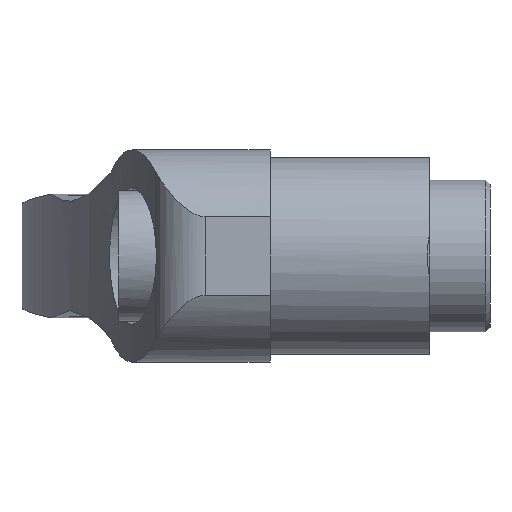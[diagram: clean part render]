
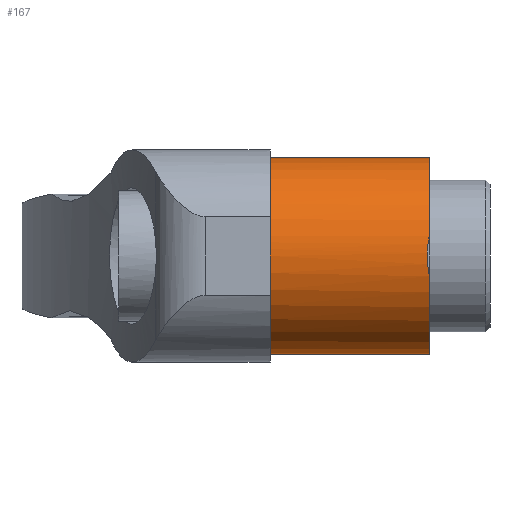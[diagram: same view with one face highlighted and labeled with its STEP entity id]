
A CAD part, left-side view. The second image highlights one B-rep face of the part: STEP entity #167.
In plain terms, the highlighted cylindrical face has radius 6.5 mm (diameter 13 mm), a full revolution.
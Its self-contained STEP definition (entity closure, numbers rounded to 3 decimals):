
#167 = ADVANCED_FACE( '', ( #355, #356 ), #357, .T. );
#355 = FACE_OUTER_BOUND( '', #557, .T. );
#356 = FACE_OUTER_BOUND( '', #558, .T. );
#357 = CYLINDRICAL_SURFACE( '', #559, 6.5 );
#557 = EDGE_LOOP( '', ( #970, #971 ) );
#558 = EDGE_LOOP( '', ( #972, #973, #974, #975, #976, #977 ) );
#559 = AXIS2_PLACEMENT_3D( '', #978, #979, #980 );
#970 = ORIENTED_EDGE( '', *, *, #1290, .T. );
#971 = ORIENTED_EDGE( '', *, *, #1205, .T. );
#972 = ORIENTED_EDGE( '', *, *, #1254, .T. );
#973 = ORIENTED_EDGE( '', *, *, #1126, .T. );
#974 = ORIENTED_EDGE( '', *, *, #1174, .F. );
#975 = ORIENTED_EDGE( '', *, *, #1124, .T. );
#976 = ORIENTED_EDGE( '', *, *, #1255, .T. );
#977 = ORIENTED_EDGE( '', *, *, #1136, .T. );
#978 = CARTESIAN_POINT( '', ( 0., 16.563, 0. ) );
#979 = DIRECTION( '', ( 0., -1., 0. ) );
#980 = DIRECTION( '', ( 0., 0., 1. ) );
#1124 = EDGE_CURVE( '', #1321, #1318, #1322, .F. );
#1126 = EDGE_CURVE( '', #1319, #1323, #1325, .T. );
#1136 = EDGE_CURVE( '', #1341, #1342, #1343, .T. );
#1174 = EDGE_CURVE( '', #1321, #1323, #1410, .T. );
#1205 = EDGE_CURVE( '', #1457, #1455, #1458, .F. );
#1254 = EDGE_CURVE( '', #1342, #1319, #1529, .T. );
#1255 = EDGE_CURVE( '', #1318, #1341, #1530, .T. );
#1290 = EDGE_CURVE( '', #1455, #1457, #1576, .F. );
#1318 = VERTEX_POINT( '', #1606 );
#1319 = VERTEX_POINT( '', #1607 );
#1321 = VERTEX_POINT( '', #1610 );
#1322 = LINE( '', #1611, #1612 );
#1323 = VERTEX_POINT( '', #1613 );
#1325 = LINE( '', #1616, #1617 );
#1341 = VERTEX_POINT( '', #1638 );
#1342 = VERTEX_POINT( '', #1639 );
#1343 = ELLIPSE( '', #1640, 9.192, 6.5 );
#1410 = B_SPLINE_CURVE_WITH_KNOTS( '', 3, ( #1822, #1823, #1824, #1825, #1826, #1827, #1828, #1829, #1830, #1831 ), .UNSPECIFIED., .F., .F., ( 4, 2, 2, 2, 4 ), ( 0., 0., 0.001, 0.001, 0.001 ), .UNSPECIFIED. );
#1455 = VERTEX_POINT( '', #1965 );
#1457 = VERTEX_POINT( '', #1968 );
#1458 = CIRCLE( '', #1969, 6.5 );
#1529 = CIRCLE( '', #2050, 6.5 );
#1530 = CIRCLE( '', #2051, 6.5 );
#1576 = CIRCLE( '', #2153, 6.5 );
#1606 = CARTESIAN_POINT( '', ( 6.49, 4., -0.36 ) );
#1607 = CARTESIAN_POINT( '', ( 6.49, 4., 0.36 ) );
#1610 = CARTESIAN_POINT( '', ( 6.49, 9.643, -0.36 ) );
#1611 = CARTESIAN_POINT( '', ( 6.49, 16.563, -0.36 ) );
#1612 = VECTOR( '', #2219, 1000. );
#1613 = CARTESIAN_POINT( '', ( 6.49, 9.643, 0.36 ) );
#1616 = CARTESIAN_POINT( '', ( 6.49, 16.563, 0.36 ) );
#1617 = VECTOR( '', #2221, 1000. );
#1638 = CARTESIAN_POINT( '', ( -6.36, 4., -1.342 ) );
#1639 = CARTESIAN_POINT( '', ( -6.36, 4., 1.342 ) );
#1640 = AXIS2_PLACEMENT_3D( '', #2233, #2234, #2235 );
#1822 = CARTESIAN_POINT( '', ( 6.49, 9.643, -0.36 ) );
#1823 = CARTESIAN_POINT( '', ( 6.49, 9.744, -0.36 ) );
#1824 = CARTESIAN_POINT( '', ( 6.492, 9.842, -0.327 ) );
#1825 = CARTESIAN_POINT( '', ( 6.497, 9.994, -0.197 ) );
#1826 = CARTESIAN_POINT( '', ( 6.5, 10.043, -0.1 ) );
#1827 = CARTESIAN_POINT( '', ( 6.5, 10.043, 0.098 ) );
#1828 = CARTESIAN_POINT( '', ( 6.497, 9.995, 0.196 ) );
#1829 = CARTESIAN_POINT( '', ( 6.492, 9.843, 0.326 ) );
#1830 = CARTESIAN_POINT( '', ( 6.49, 9.744, 0.36 ) );
#1831 = CARTESIAN_POINT( '', ( 6.49, 9.643, 0.36 ) );
#1965 = CARTESIAN_POINT( '', ( 6.5, 14.5, 0. ) );
#1968 = CARTESIAN_POINT( '', ( -6.5, 14.5, 0. ) );
#1969 = AXIS2_PLACEMENT_3D( '', #2299, #2300, #2301 );
#2050 = AXIS2_PLACEMENT_3D( '', #2384, #2385, #2386 );
#2051 = AXIS2_PLACEMENT_3D( '', #2387, #2388, #2389 );
#2153 = AXIS2_PLACEMENT_3D( '', #2424, #2425, #2426 );
#2219 = DIRECTION( '', ( 0., 1., 0. ) );
#2221 = DIRECTION( '', ( 0., 1., 0. ) );
#2233 = CARTESIAN_POINT( '', ( 0., -2.36, 0. ) );
#2234 = DIRECTION( '', ( 0.707, 0.707, 0. ) );
#2235 = DIRECTION( '', ( -0.707, 0.707, 0. ) );
#2299 = CARTESIAN_POINT( '', ( 0., 14.5, 0. ) );
#2300 = DIRECTION( '', ( 0., 1., 0. ) );
#2301 = DIRECTION( '', ( 0., 0., 1. ) );
#2384 = CARTESIAN_POINT( '', ( 0., 4., 0. ) );
#2385 = DIRECTION( '', ( 0., 1., 0. ) );
#2386 = DIRECTION( '', ( 0., 0., 1. ) );
#2387 = CARTESIAN_POINT( '', ( 0., 4., 0. ) );
#2388 = DIRECTION( '', ( 0., 1., 0. ) );
#2389 = DIRECTION( '', ( 0., 0., 1. ) );
#2424 = CARTESIAN_POINT( '', ( 0., 14.5, 0. ) );
#2425 = DIRECTION( '', ( 0., 1., 0. ) );
#2426 = DIRECTION( '', ( 0., 0., 1. ) );
